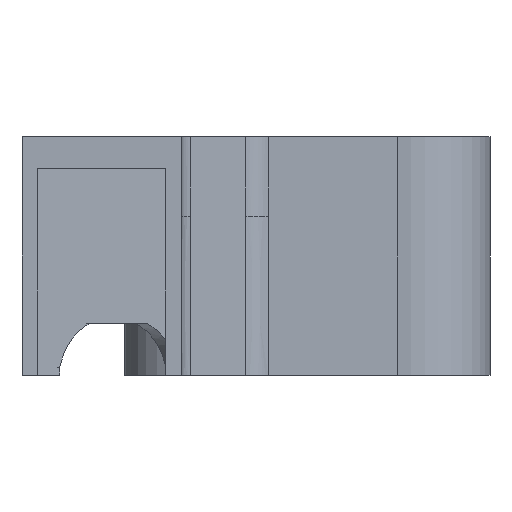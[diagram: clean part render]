
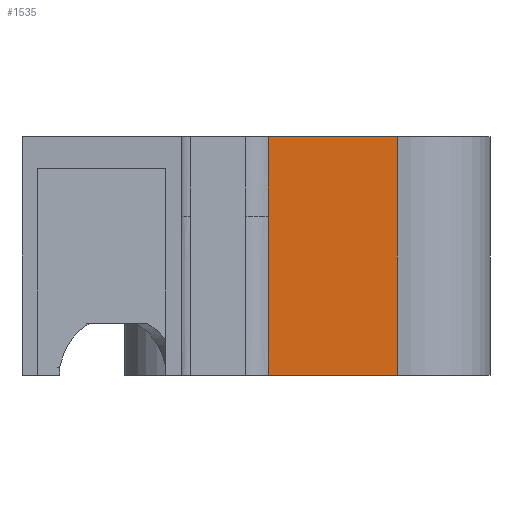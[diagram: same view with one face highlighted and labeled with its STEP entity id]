
A CAD part, front view. The second image highlights one B-rep face of the part: STEP entity #1535.
In plain terms, the highlighted planar face has unit normal (0, -1, 0).
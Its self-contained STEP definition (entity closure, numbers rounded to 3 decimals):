
#142=FACE_OUTER_BOUND('',#226,.T.);
#226=EDGE_LOOP('',(#1391,#1392,#1393,#1394,#1395));
#248=LINE('',#2066,#403);
#270=LINE('',#2227,#425);
#337=LINE('',#2633,#492);
#383=LINE('',#3021,#538);
#403=VECTOR('',#1653,10.);
#425=VECTOR('',#1679,10.);
#492=VECTOR('',#1822,10.);
#538=VECTOR('',#1936,10.);
#589=B_SPLINE_CURVE_WITH_KNOTS('',3,(#2981,#2982,#2983,#2984),
 .UNSPECIFIED.,.F.,.F.,(4,4),(-1.,0.),.UNSPECIFIED.);
#613=VERTEX_POINT('',#2056);
#615=VERTEX_POINT('',#2065);
#641=VERTEX_POINT('',#2226);
#713=VERTEX_POINT('',#2630);
#714=VERTEX_POINT('',#2632);
#764=EDGE_CURVE('',#613,#615,#248,.T.);
#796=EDGE_CURVE('',#615,#641,#270,.T.);
#892=EDGE_CURVE('',#713,#714,#337,.T.);
#945=EDGE_CURVE('',#714,#613,#589,.T.);
#960=EDGE_CURVE('',#641,#713,#383,.T.);
#1391=ORIENTED_EDGE('',*,*,#945,.F.);
#1392=ORIENTED_EDGE('',*,*,#892,.F.);
#1393=ORIENTED_EDGE('',*,*,#960,.F.);
#1394=ORIENTED_EDGE('',*,*,#796,.F.);
#1395=ORIENTED_EDGE('',*,*,#764,.F.);
#1456=PLANE('',#1627);
#1535=ADVANCED_FACE('',(#142),#1456,.T.);
#1627=AXIS2_PLACEMENT_3D('',#3020,#1934,#1935);
#1653=DIRECTION('',(0.,0.,1.));
#1679=DIRECTION('',(1.,0.,0.));
#1822=DIRECTION('',(-1.,0.,0.));
#1934=DIRECTION('center_axis',(0.,-1.,0.));
#1935=DIRECTION('ref_axis',(-1.,0.,0.));
#1936=DIRECTION('',(0.,0.,-1.));
#2056=CARTESIAN_POINT('',(-192.931,-88.934,-46.432));
#2065=CARTESIAN_POINT('',(-192.931,-88.934,-41.432));
#2066=CARTESIAN_POINT('',(-192.931,-88.934,-46.432));
#2226=CARTESIAN_POINT('',(-184.812,-88.934,-41.432));
#2227=CARTESIAN_POINT('',(-184.812,-88.934,-41.432));
#2630=CARTESIAN_POINT('',(-184.812,-88.934,-56.432));
#2632=CARTESIAN_POINT('',(-192.931,-88.934,-56.432));
#2633=CARTESIAN_POINT('',(-184.812,-88.934,-56.432));
#2981=CARTESIAN_POINT('Ctrl Pts',(-192.931,-88.934,-56.432));
#2982=CARTESIAN_POINT('Ctrl Pts',(-192.931,-88.934,-53.098));
#2983=CARTESIAN_POINT('Ctrl Pts',(-192.931,-88.934,-49.765));
#2984=CARTESIAN_POINT('Ctrl Pts',(-192.931,-88.934,-46.432));
#3020=CARTESIAN_POINT('Origin',(-184.812,-88.934,-46.432));
#3021=CARTESIAN_POINT('',(-184.812,-88.934,-46.432));
